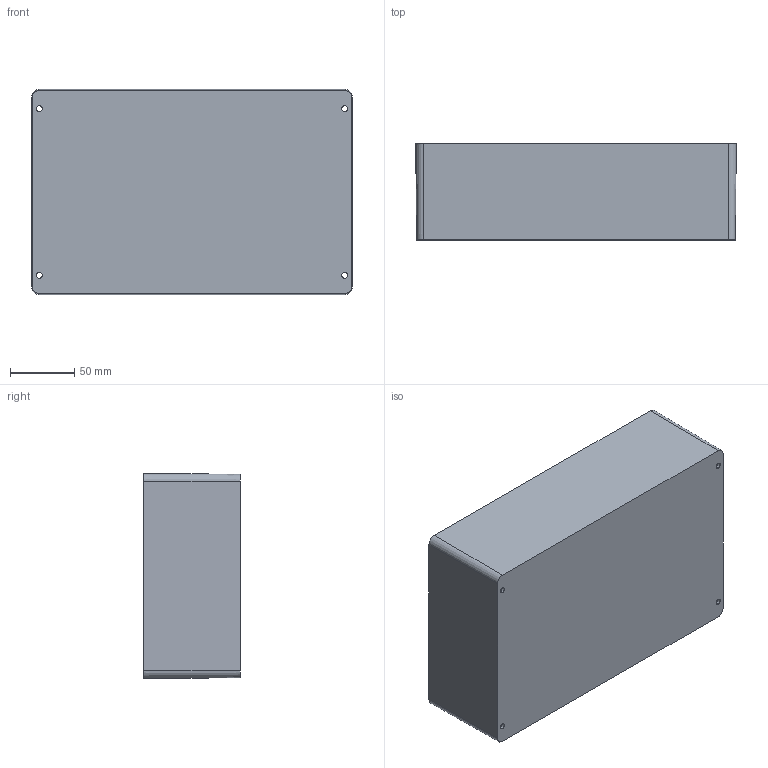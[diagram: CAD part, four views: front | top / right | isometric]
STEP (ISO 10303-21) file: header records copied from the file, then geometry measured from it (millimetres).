
FILE_DESCRIPTION (( 'STEP AP203' ), '1' );
FILE_NAME ('FIBOX_EU162508B.STEP', '2005-08-31T09:29:19', ( ' ' ), ( ' ' ), 'SwSTEP 2.0', 'SolidWorks 2005187', '' );
FILE_SCHEMA (( 'CONFIG_CONTROL_DESIGN' ));
Length unit declared in the file: millimetre
Products named in the file (1): FIBOX_EU162508B
Bounding box: 250 x 75 x 160 mm (x, y, z)
Volume: 379486.8 mm3; surface area: 212596 mm2
Topology: 1 solids, 1 shells, 366 faces, 837 edges, 558 vertices
Faces by surface type: cylinder 202, plane 152, cone 12
Entity records: 10602 total; most frequent: DIRECTION 1999, CARTESIAN_POINT 1762, ORIENTED_EDGE 1674, EDGE_CURVE 837, AXIS2_PLACEMENT_3D 795, VERTEX_POINT 558, EDGE_LOOP 459, CIRCLE 428
